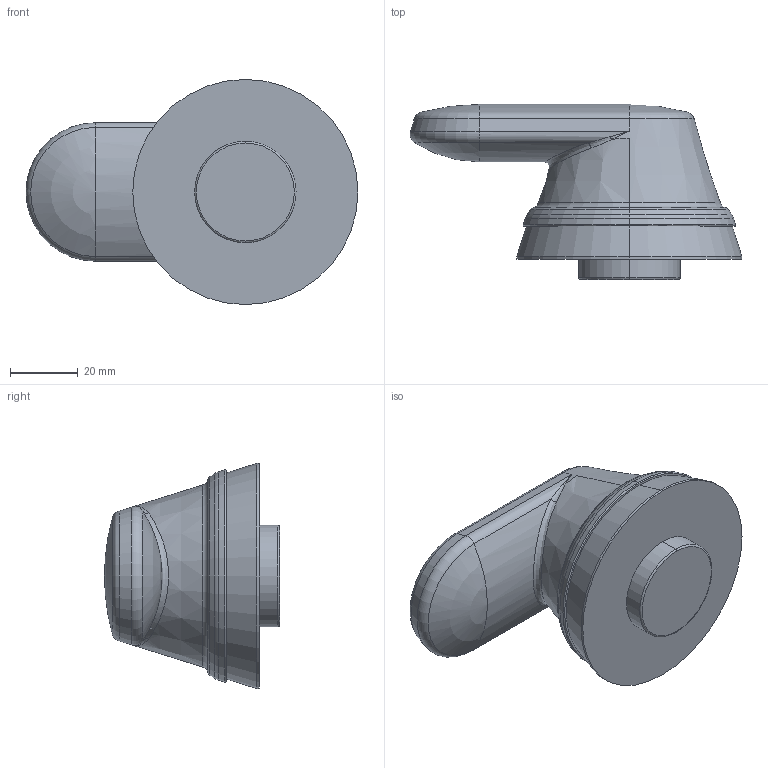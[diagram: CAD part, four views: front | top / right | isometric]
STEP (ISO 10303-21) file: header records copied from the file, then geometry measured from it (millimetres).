
FILE_DESCRIPTION((''),'2;1');
FILE_NAME('OHB65J6-AL_SW0001','2024-03-15T10:23:18',('FIANLEH10'),(''),'CREO PARAMETRIC BY PTC INC, 2022364','CREO PARAMETRIC BY PTC INC, 2022364','');
FILE_SCHEMA(('AUTOMOTIVE_DESIGN { 1 0 10303 214 1 1 1 1 }'));
Length unit declared in the file: millimetre
Products named in the file (1): OHB65J6-AL_SW0001
Bounding box: 98.19 x 51.8 x 66.63 mm (x, y, z)
Volume: 123401.2 mm3; surface area: 16839.4 mm2
Topology: 1 solids, 1 shells, 45 faces, 97 edges, 53 vertices
Faces by surface type: torus 13, cylinder 10, cone 9, plane 5, bspline 5, sphere 3
Entity records: 2637 total; most frequent: CARTESIAN_POINT 759, DIRECTION 246, COLOUR_RGB 206, ORIENTED_EDGE 188, AXIS2_PLACEMENT_3D 108, EDGE_CURVE 94, CIRCLE 58, VERTEX_POINT 53
